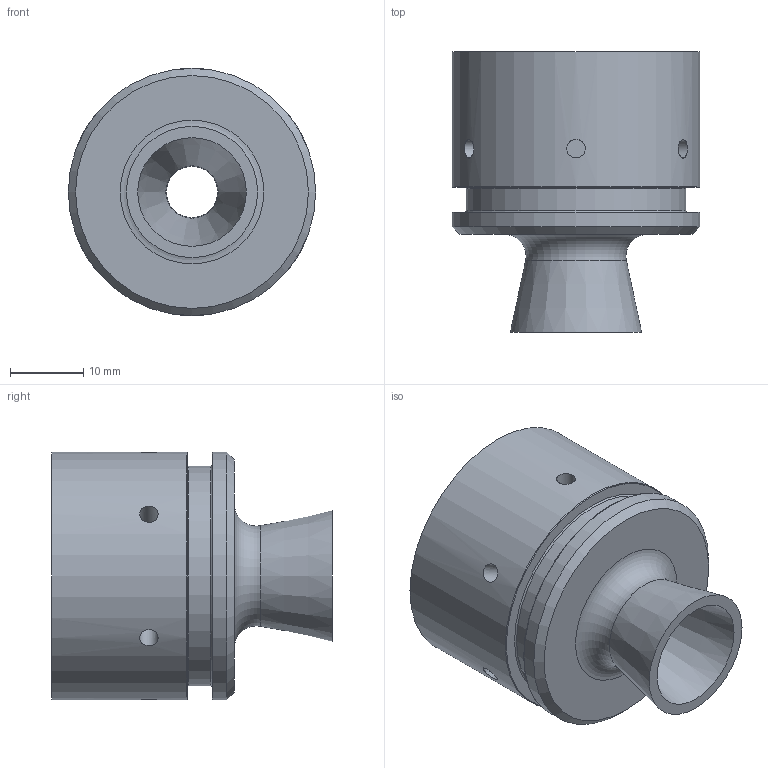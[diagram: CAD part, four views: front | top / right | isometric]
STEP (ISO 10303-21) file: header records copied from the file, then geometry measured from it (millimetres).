
FILE_DESCRIPTION(/* description */ (''),/* implementation_level */ '2;1');
FILE_NAME(/* name */ 'Tuyère Acier V4 .step',/* time_stamp */ '2022-02-04T20:46:43+01:00',/* author */ (''),/* organization */ (''),/* preprocessor_version */ 'ST-DEVELOPER v18.1',/* originating_system */ 'Autodesk Translation Framework v10.13.0.1454',/* authorisation */ '');
FILE_SCHEMA (('AUTOMOTIVE_DESIGN { 1 0 10303 214 3 1 1 }'));
Length unit declared in the file: millimetre
Products named in the file (1): Tuyère Acier V4
Bounding box: 33.8 x 38.28 x 33.8 mm (x, y, z)
Volume: 15835.4 mm3; surface area: 6772.9 mm2
Topology: 1 solids, 1 shells, 30 faces, 63 edges, 44 vertices
Faces by surface type: plane 11, cylinder 9, torus 6, cone 4
Full cylindrical faces by diameter (mm): 2.529 x6, 30 x1, 33.8 x2
Entity records: 1063 total; most frequent: CARTESIAN_POINT 348, DIRECTION 151, ORIENTED_EDGE 126, AXIS2_PLACEMENT_3D 69, EDGE_CURVE 63, VERTEX_POINT 44, EDGE_LOOP 41, CIRCLE 38
